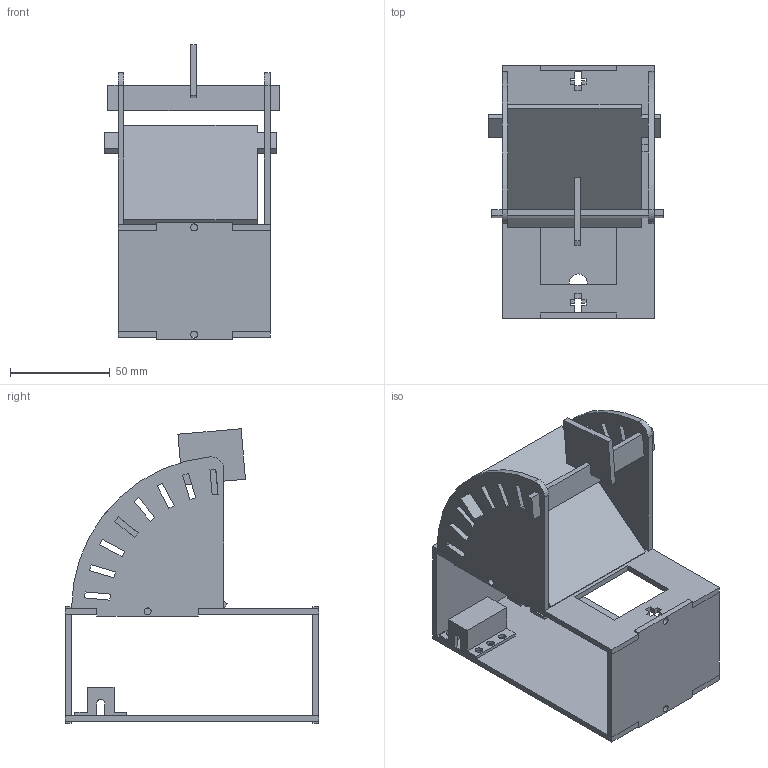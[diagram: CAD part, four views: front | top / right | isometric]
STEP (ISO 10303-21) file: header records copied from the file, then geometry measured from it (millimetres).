
FILE_DESCRIPTION( ( '' ), ' ' );
FILE_NAME( '5575cc30e4b080f87c2e2dc7.step', '2015-06-08T17:09:04', ( '' ), ( '' ), ' ', ' ', ' ' );
FILE_SCHEMA( ( 'AUTOMOTIVE_DESIGN { 1 0 10303 214 1 1 1 1 }' ) );
Length unit declared in the file: metre
Products named in the file (9): Assem1; base; phone angle; phone_holder; wall; chassis; housing; crossbar; helmet
Assembly tree (11 placements, depth 2):
  Assem1
    base
    phone angle  x2
    phone_holder
    wall  x2
    chassis
    housing  x2
    crossbar
    helmet
Bounding box: 87.25 x 127 x 147.53 mm (x, y, z)
Volume: 125804.3 mm3; surface area: 100156.3 mm2
Topology: 11 solids, 11 shells, 329 faces, 933 edges, 626 vertices
Faces by surface type: plane 292, cylinder 37
Full cylindrical faces by diameter (mm): 3.505 x18, 3.81 x12, 9.144 x1
Entity records: 7859 total; most frequent: CARTESIAN_POINT 1362, ORIENTED_EDGE 1312, DIRECTION 1214, EDGE_CURVE 656, LINE 606, VECTOR 606, VERTEX_POINT 452, EDGE_LOOP 326
